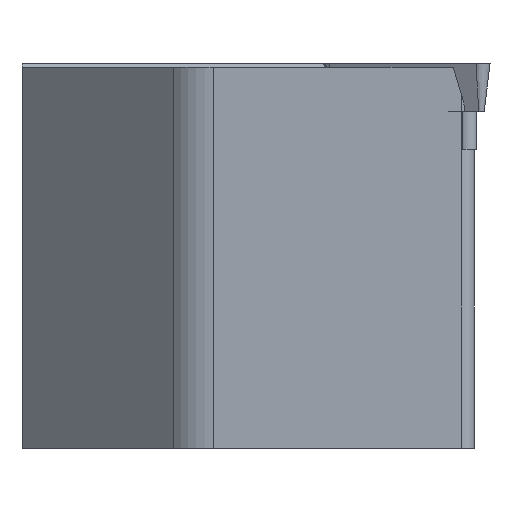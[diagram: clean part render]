
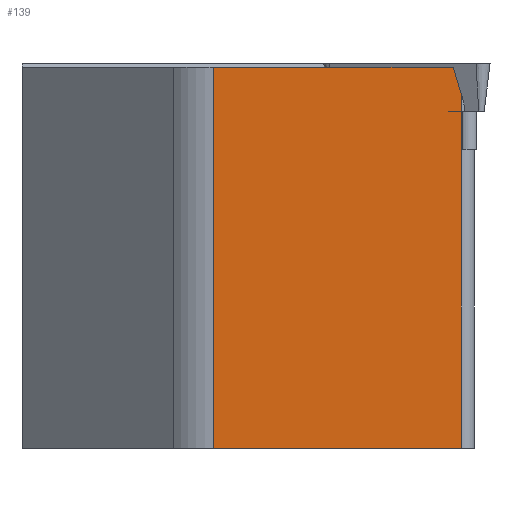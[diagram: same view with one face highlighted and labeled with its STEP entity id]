
A CAD part, left-side view. The second image highlights one B-rep face of the part: STEP entity #139.
In plain terms, the highlighted planar face has unit normal (-0.999, 0.052, 0).
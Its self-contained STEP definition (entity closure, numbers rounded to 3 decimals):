
#114=PLANE('',#687);
#139=ADVANCED_FACE('',(#175),#114,.F.);
#175=FACE_OUTER_BOUND('',#206,.T.);
#206=EDGE_LOOP('',(#424,#425,#426,#427,#428,#429,#430,#431,#432));
#225=LINE('',#883,#290);
#247=LINE('',#930,#312);
#254=LINE('',#948,#319);
#261=LINE('',#964,#326);
#262=LINE('',#966,#327);
#263=LINE('',#968,#328);
#264=LINE('',#970,#329);
#265=LINE('',#971,#330);
#266=LINE('',#972,#331);
#290=VECTOR('',#722,1.);
#312=VECTOR('',#758,1.);
#319=VECTOR('',#775,1.);
#326=VECTOR('',#788,1.);
#327=VECTOR('',#791,1.);
#328=VECTOR('',#792,1.);
#329=VECTOR('',#793,1.);
#330=VECTOR('',#794,1.);
#331=VECTOR('',#795,1.);
#424=ORIENTED_EDGE('',*,*,#614,.F.);
#425=ORIENTED_EDGE('',*,*,#615,.T.);
#426=ORIENTED_EDGE('',*,*,#616,.T.);
#427=ORIENTED_EDGE('',*,*,#617,.F.);
#428=ORIENTED_EDGE('',*,*,#574,.F.);
#429=ORIENTED_EDGE('',*,*,#618,.T.);
#430=ORIENTED_EDGE('',*,*,#606,.T.);
#431=ORIENTED_EDGE('',*,*,#619,.T.);
#432=ORIENTED_EDGE('',*,*,#597,.F.);
#519=VERTEX_POINT('',#880);
#520=VERTEX_POINT('',#882);
#538=VERTEX_POINT('',#929);
#539=VERTEX_POINT('',#931);
#544=VERTEX_POINT('',#947);
#545=VERTEX_POINT('',#949);
#550=VERTEX_POINT('',#963);
#551=VERTEX_POINT('',#967);
#552=VERTEX_POINT('',#969);
#574=EDGE_CURVE('',#520,#519,#225,.T.);
#597=EDGE_CURVE('',#538,#539,#247,.T.);
#606=EDGE_CURVE('',#545,#544,#254,.T.);
#614=EDGE_CURVE('',#550,#538,#261,.T.);
#615=EDGE_CURVE('',#550,#551,#262,.T.);
#616=EDGE_CURVE('',#551,#552,#263,.T.);
#617=EDGE_CURVE('',#519,#552,#264,.T.);
#618=EDGE_CURVE('',#520,#545,#265,.T.);
#619=EDGE_CURVE('',#544,#539,#266,.T.);
#687=AXIS2_PLACEMENT_3D('',#973,#796,#797);
#722=DIRECTION('',(0.,0.,-1.));
#758=DIRECTION('',(0.052,0.999,0.));
#775=DIRECTION('',(0.052,0.999,0.));
#788=DIRECTION('',(0.,0.,-1.));
#791=DIRECTION('',(0.052,0.999,0.));
#792=DIRECTION('',(0.,0.,1.));
#793=DIRECTION('',(0.052,0.999,0.));
#794=DIRECTION('',(0.015,0.289,0.957));
#795=DIRECTION('',(0.,0.,-1.));
#796=DIRECTION('',(0.999,-0.052,0.));
#797=DIRECTION('',(0.052,0.999,0.));
#880=CARTESIAN_POINT('',(1.601,-36.546,-3.97));
#882=CARTESIAN_POINT('',(1.601,-36.546,-2.546));
#883=CARTESIAN_POINT('',(1.601,-36.546,230.597));
#929=CARTESIAN_POINT('',(1.601,-36.546,-32.));
#930=CARTESIAN_POINT('',(3.507,-0.184,-32.));
#931=CARTESIAN_POINT('',(2.682,-15.917,-32.));
#947=CARTESIAN_POINT('',(2.682,-15.917,-0.3));
#948=CARTESIAN_POINT('',(3.507,-0.184,-0.3));
#949=CARTESIAN_POINT('',(1.637,-35.869,-0.3));
#963=CARTESIAN_POINT('',(1.601,-36.546,-7.15));
#964=CARTESIAN_POINT('',(1.601,-36.546,230.597));
#966=CARTESIAN_POINT('',(2.682,-15.917,-7.15));
#967=CARTESIAN_POINT('',(1.601,-36.545,-7.15));
#968=CARTESIAN_POINT('',(1.601,-36.545,230.597));
#969=CARTESIAN_POINT('',(1.601,-36.545,-3.97));
#970=CARTESIAN_POINT('',(2.682,-15.917,-3.97));
#971=CARTESIAN_POINT('',(5.067,29.591,216.84));
#972=CARTESIAN_POINT('',(2.682,-15.917,230.597));
#973=CARTESIAN_POINT('',(2.682,-15.917,230.597));
